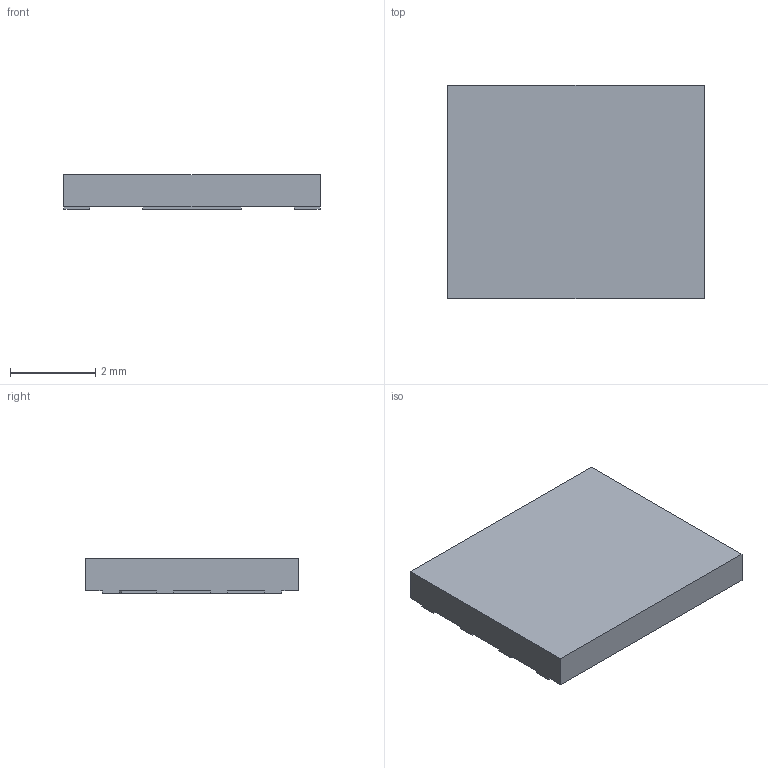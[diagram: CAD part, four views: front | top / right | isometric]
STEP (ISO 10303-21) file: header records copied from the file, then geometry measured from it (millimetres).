
FILE_DESCRIPTION (( 'STEP AP214' ), '1' );
FILE_NAME ('FM25V20 - 8pin DFN.STEP', '2020-06-15T09:33:33', ( '' ), ( '' ), 'SwSTEP 2.0', 'SolidWorks 2018', '' );
FILE_SCHEMA (( 'AUTOMOTIVE_DESIGN' ));
Length unit declared in the file: millimetre
Products named in the file (1): FM25V20 - 8pin DFN
Bounding box: 6 x 5 x 0.8 mm (x, y, z)
Volume: 23.1 mm3; surface area: 77.9 mm2
Topology: 1 solids, 1 shells, 44 faces, 123 edges, 82 vertices
Faces by surface type: plane 44
Entity records: 1487 total; most frequent: CARTESIAN_POINT 250, ORIENTED_EDGE 246, DIRECTION 213, LINE 123, VECTOR 123, EDGE_CURVE 123, VERTEX_POINT 82, EDGE_LOOP 45
